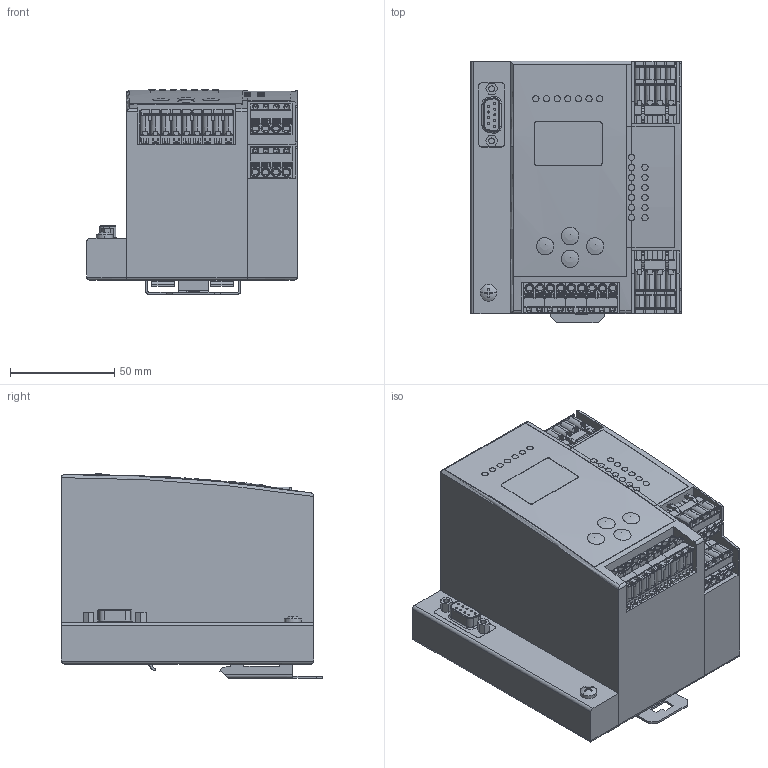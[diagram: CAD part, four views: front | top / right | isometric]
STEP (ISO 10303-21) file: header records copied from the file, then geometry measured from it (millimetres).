
FILE_DESCRIPTION(/* description */ ('Alibre Inc.'),/* implementation_level */ '2;1');
FILE_NAME(/* name */ 'export-67A445A5-7665-4850-B46F-483D21881509',/* time_stamp */ '2023-10-10T10:47:20+02:00',/* author */ (''),/* organization */ (''),/* preprocessor_version */ 'ST-DEVELOPER v17',/* originating_system */ 'Alibre',/* authorisation */ '');
FILE_SCHEMA (('AUTOMOTIVE_DESIGN'));
Length unit declared in the file: centimetre
Products named in the file (26): ID_1; Shell-D-SUB-LB-Female_Shell-D-Sub-9-15-Female; Insert-D-SUB-Female-A-Snap-EU-09_Insert-D-Sub-9-STD-Female; D-Sub-L120584-Stig-Wahlstrom
Bounding box: 101 x 125.29 x 98.01 mm (x, y, z)
Volume: 900024 mm3; surface area: 129453 mm2
Topology: 42 solids, 42 shells, 3542 faces, 9323 edges, 6011 vertices
Faces by surface type: plane 2099, cylinder 1267, cone 102, torus 66, sphere 6, bspline 2
Full cylindrical faces by diameter (mm): 3 x20, 3.242 x1, 13.5 x2
Entity records: 48659 total; most frequent: CARTESIAN_POINT 9051, ORIENTED_EDGE 8190, DIRECTION 7663, EDGE_CURVE 4095, AXIS2_PLACEMENT_3D 2909, VECTOR 2810, LINE 2810, VERTEX_POINT 2654
